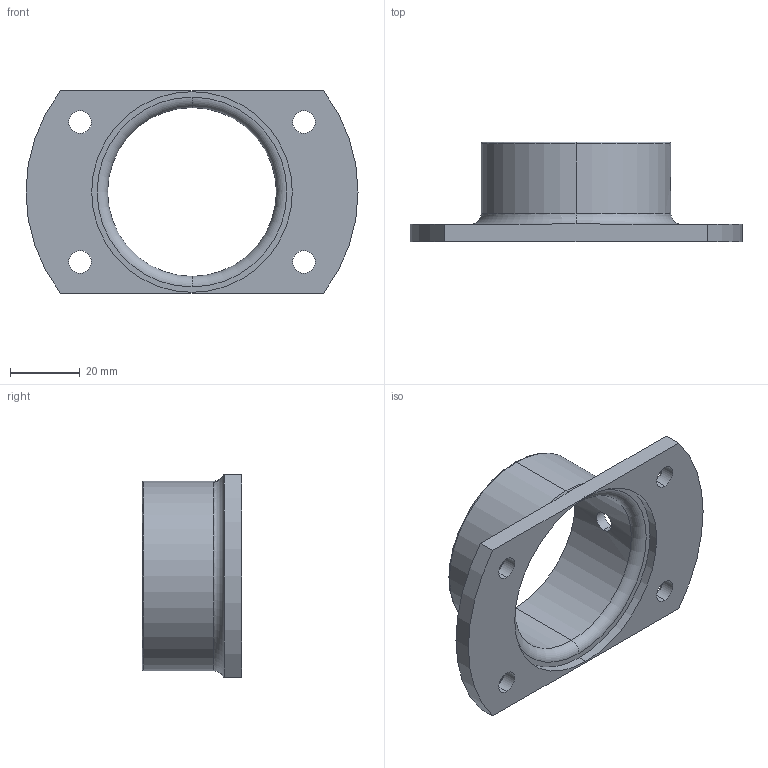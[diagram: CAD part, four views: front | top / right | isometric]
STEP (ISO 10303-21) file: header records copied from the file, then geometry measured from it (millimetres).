
FILE_DESCRIPTION (( 'STEP AP203' ), '1' );
FILE_NAME ('3D_GB3054_48.3_188701300.STEP', '2024-10-07T16:14:51', ( '' ), ( '' ), 'SwSTEP 2.0', 'SolidWorks 2024', '' );
FILE_SCHEMA (( 'CONFIG_CONTROL_DESIGN' ));
Length unit declared in the file: millimetre
Products named in the file (1): 3D_GB3054_48.3_188701300
Bounding box: 95 x 28.5 x 58 mm (x, y, z)
Volume: 25133.6 mm3; surface area: 16072.9 mm2
Topology: 1 solids, 1 shells, 39 faces, 94 edges, 58 vertices
Faces by surface type: cylinder 18, cone 8, plane 7, torus 6
Entity records: 1393 total; most frequent: CARTESIAN_POINT 352, DIRECTION 218, ORIENTED_EDGE 188, EDGE_CURVE 94, AXIS2_PLACEMENT_3D 92, VERTEX_POINT 58, CIRCLE 52, EDGE_LOOP 52
